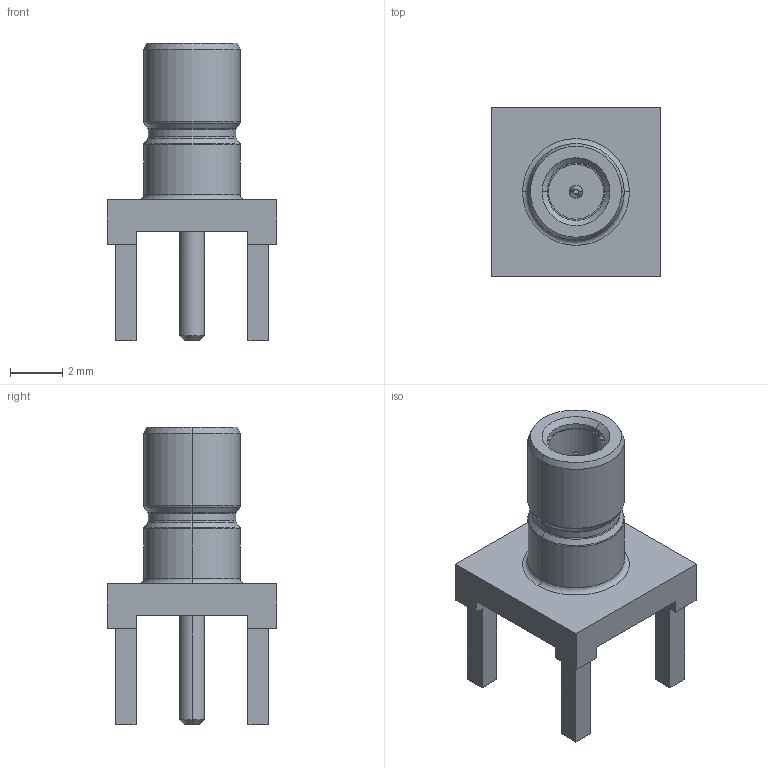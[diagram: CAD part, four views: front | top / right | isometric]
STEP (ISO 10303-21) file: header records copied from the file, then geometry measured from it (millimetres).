
FILE_DESCRIPTION (( 'STEP AP214' ), '1' );
FILE_NAME ('J01160A0211.STEP', '2012-01-30T13:05:10', ( 'markiewicz' ), ( '' ), 'SwSTEP 2.0', 'SolidWorks 2011', '' );
FILE_SCHEMA (( 'AUTOMOTIVE_DESIGN' ));
Length unit declared in the file: millimetre
Products named in the file (1): J01160A0211
Bounding box: 6.5 x 6.5 x 11.4 mm (x, y, z)
Volume: 115.6 mm3; surface area: 322.9 mm2
Topology: 1 solids, 2 shells, 92 faces, 208 edges, 130 vertices
Faces by surface type: plane 42, cylinder 26, cone 14, torus 10
Entity records: 3572 total; most frequent: DIRECTION 478, CARTESIAN_POINT 431, ORIENTED_EDGE 416, EDGE_CURVE 208, AXIS2_PLACEMENT_3D 177, VERTEX_POINT 130, VECTOR 124, LINE 124
